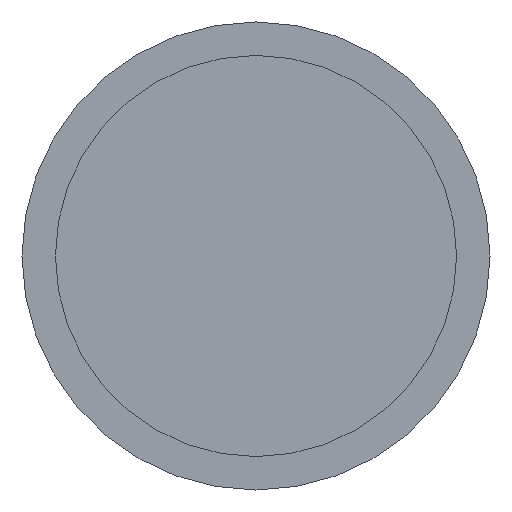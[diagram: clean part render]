
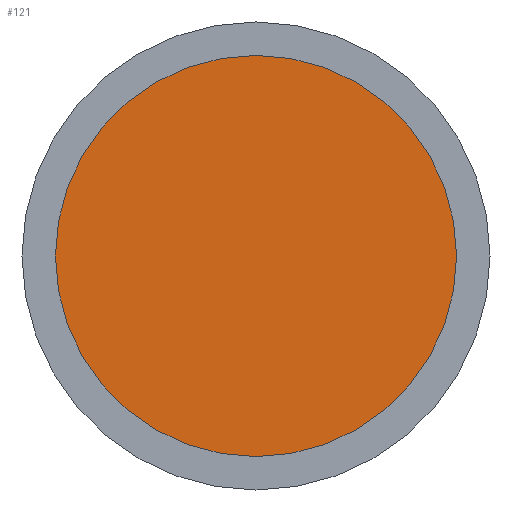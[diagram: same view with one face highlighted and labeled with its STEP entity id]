
A CAD part, front view. The second image highlights one B-rep face of the part: STEP entity #121.
In plain terms, the highlighted planar face has unit normal (0, -1, 0).
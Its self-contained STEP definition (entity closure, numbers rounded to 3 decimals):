
#18=PLANE('',#155);
#23=FACE_OUTER_BOUND('',#32,.T.);
#32=EDGE_LOOP('',(#90));
#51=CIRCLE('',#154,6.);
#62=VERTEX_POINT('',#222);
#73=EDGE_CURVE('',#62,#62,#51,.T.);
#90=ORIENTED_EDGE('',*,*,#73,.T.);
#121=ADVANCED_FACE('',(#23),#18,.T.);
#154=AXIS2_PLACEMENT_3D('',#224,#179,#180);
#155=AXIS2_PLACEMENT_3D('',#225,#181,#182);
#179=DIRECTION('center_axis',(0.,-1.,0.));
#180=DIRECTION('ref_axis',(1.,0.,0.));
#181=DIRECTION('center_axis',(0.,-1.,0.));
#182=DIRECTION('ref_axis',(1.,0.,0.));
#222=CARTESIAN_POINT('',(-6.,20.,0.));
#224=CARTESIAN_POINT('Origin',(0.,20.,0.));
#225=CARTESIAN_POINT('Origin',(0.,20.,0.));
